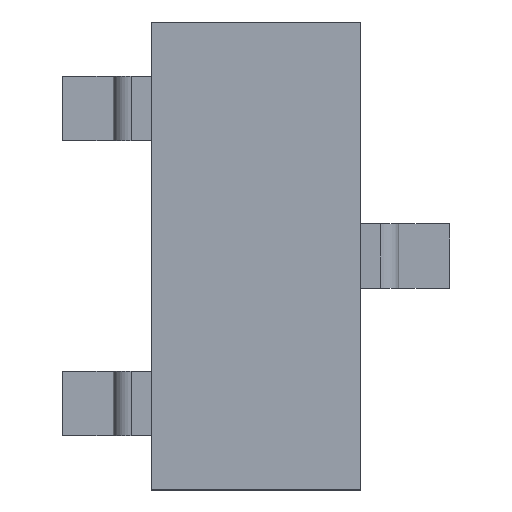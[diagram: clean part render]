
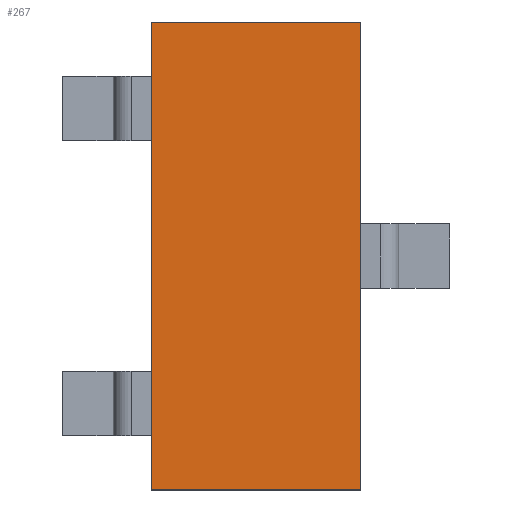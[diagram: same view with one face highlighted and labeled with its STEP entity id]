
A CAD part, top view. The second image highlights one B-rep face of the part: STEP entity #267.
In plain terms, the highlighted planar face has unit normal (0, 0, 1).
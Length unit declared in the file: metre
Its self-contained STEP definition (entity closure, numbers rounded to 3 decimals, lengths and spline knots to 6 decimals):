
#267 = ADVANCED_FACE( '', ( #642 ), #643, .T. );
#297 = EDGE_CURVE( '', #616, #681, #682, .T. );
#387 = EDGE_CURVE( '', #531, #616, #798, .T. );
#411 = EDGE_CURVE( '', #531, #572, #828, .T. );
#465 = EDGE_CURVE( '', #572, #681, #892, .T. );
#531 = VERTEX_POINT( '', #962 );
#572 = VERTEX_POINT( '', #1020 );
#616 = VERTEX_POINT( '', #1079 );
#642 = FACE_OUTER_BOUND( '', #1111, .T. );
#643 = PLANE( '', #1112 );
#681 = VERTEX_POINT( '', #1176 );
#682 = LINE( '', #1177, #1178 );
#798 = LINE( '', #1359, #1360 );
#828 = LINE( '', #1403, #1404 );
#892 = LINE( '', #1499, #1500 );
#962 = CARTESIAN_POINT( '', ( -0.00065, -0.00145, 0.0011 ) );
#1020 = CARTESIAN_POINT( '', ( -0.00065, 0.00145, 0.0011 ) );
#1079 = CARTESIAN_POINT( '', ( 0.00065, -0.00145, 0.0011 ) );
#1111 = EDGE_LOOP( '', ( #1680, #1681, #1682, #1683 ) );
#1112 = AXIS2_PLACEMENT_3D( '', #1684, #1685, #1686 );
#1176 = CARTESIAN_POINT( '', ( 0.00065, 0.00145, 0.0011 ) );
#1177 = CARTESIAN_POINT( '', ( 0.00065, -0.00145, 0.0011 ) );
#1178 = VECTOR( '', #1716, 1. );
#1359 = CARTESIAN_POINT( '', ( -0.00065, -0.00145, 0.0011 ) );
#1360 = VECTOR( '', #1842, 1. );
#1403 = CARTESIAN_POINT( '', ( -0.00065, -0.00145, 0.0011 ) );
#1404 = VECTOR( '', #1886, 1. );
#1499 = CARTESIAN_POINT( '', ( -0.00065, 0.00145, 0.0011 ) );
#1500 = VECTOR( '', #2005, 1. );
#1680 = ORIENTED_EDGE( '', *, *, #411, .F. );
#1681 = ORIENTED_EDGE( '', *, *, #387, .T. );
#1682 = ORIENTED_EDGE( '', *, *, #297, .T. );
#1683 = ORIENTED_EDGE( '', *, *, #465, .F. );
#1684 = CARTESIAN_POINT( '', ( -0.00065, -0.00145, 0.0011 ) );
#1685 = DIRECTION( '', ( 0., 0., 1. ) );
#1686 = DIRECTION( '', ( 1., 0., 0. ) );
#1716 = DIRECTION( '', ( 0., 1., 0. ) );
#1842 = DIRECTION( '', ( 1., 0., 0. ) );
#1886 = DIRECTION( '', ( 0., 1., 0. ) );
#2005 = DIRECTION( '', ( 1., 0., 0. ) );
